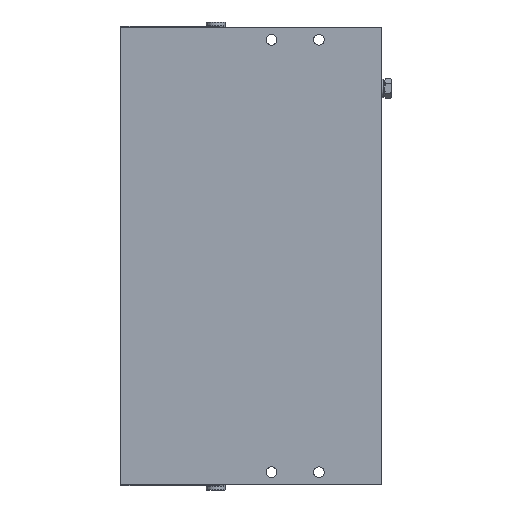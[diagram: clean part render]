
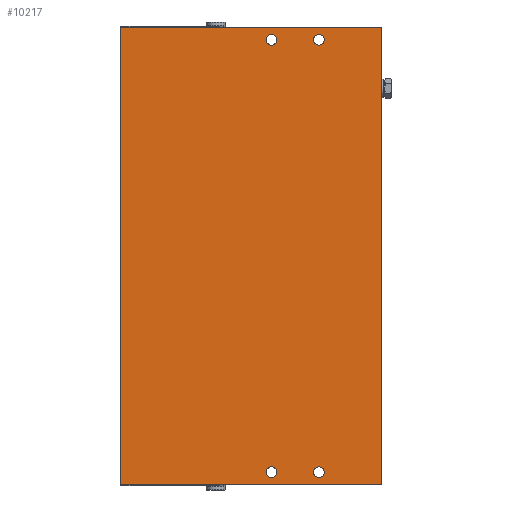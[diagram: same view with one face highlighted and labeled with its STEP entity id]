
A CAD part, front view. The second image highlights one B-rep face of the part: STEP entity #10217.
In plain terms, the highlighted planar face has unit normal (0, -1, 0).
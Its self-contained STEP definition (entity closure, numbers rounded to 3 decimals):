
#673=CIRCLE('',#11437,2.25);
#674=CIRCLE('',#11438,2.25);
#675=CIRCLE('',#11439,2.25);
#676=CIRCLE('',#11440,2.25);
#1454=ORIENTED_EDGE('',*,*,#4065,.T.);
#1455=ORIENTED_EDGE('',*,*,#4066,.T.);
#1456=ORIENTED_EDGE('',*,*,#4067,.T.);
#1457=ORIENTED_EDGE('',*,*,#4068,.T.);
#1458=ORIENTED_EDGE('',*,*,#4069,.T.);
#1459=ORIENTED_EDGE('',*,*,#4070,.F.);
#1460=ORIENTED_EDGE('',*,*,#4042,.F.);
#1461=ORIENTED_EDGE('',*,*,#3687,.T.);
#3687=EDGE_CURVE('',#4998,#4997,#6034,.T.);
#4042=EDGE_CURVE('',#4998,#5338,#6203,.T.);
#4065=EDGE_CURVE('',#5369,#5369,#673,.T.);
#4066=EDGE_CURVE('',#5370,#5370,#674,.T.);
#4067=EDGE_CURVE('',#5371,#5371,#675,.T.);
#4068=EDGE_CURVE('',#5372,#5372,#676,.T.);
#4069=EDGE_CURVE('',#4997,#5373,#6216,.T.);
#4070=EDGE_CURVE('',#5338,#5373,#6217,.T.);
#4997=VERTEX_POINT('',#15849);
#4998=VERTEX_POINT('',#15851);
#5338=VERTEX_POINT('',#16535);
#5369=VERTEX_POINT('',#16631);
#5370=VERTEX_POINT('',#16633);
#5371=VERTEX_POINT('',#16635);
#5372=VERTEX_POINT('',#16637);
#5373=VERTEX_POINT('',#16639);
#6034=LINE('',#15850,#6709);
#6203=LINE('',#16560,#6878);
#6216=LINE('',#16638,#6891);
#6217=LINE('',#16640,#6892);
#6709=VECTOR('',#12551,1000.);
#6878=VECTOR('',#13096,1000.);
#6891=VECTOR('',#13143,1000.);
#6892=VECTOR('',#13144,1000.);
#7560=EDGE_LOOP('',(#1454));
#7561=EDGE_LOOP('',(#1455));
#7562=EDGE_LOOP('',(#1456));
#7563=EDGE_LOOP('',(#1457));
#7564=EDGE_LOOP('',(#1458,#1459,#1460,#1461));
#8783=FACE_BOUND('',#7560,.T.);
#8784=FACE_BOUND('',#7561,.T.);
#8785=FACE_BOUND('',#7562,.T.);
#8786=FACE_BOUND('',#7563,.T.);
#8787=FACE_BOUND('',#7564,.T.);
#9854=PLANE('',#11436);
#10217=ADVANCED_FACE('',(#8783,#8784,#8785,#8786,#8787),#9854,.F.);
#11436=AXIS2_PLACEMENT_3D('',#16629,#13133,#13134);
#11437=AXIS2_PLACEMENT_3D('',#16630,#13135,#13136);
#11438=AXIS2_PLACEMENT_3D('',#16632,#13137,#13138);
#11439=AXIS2_PLACEMENT_3D('',#16634,#13139,#13140);
#11440=AXIS2_PLACEMENT_3D('',#16636,#13141,#13142);
#12551=DIRECTION('',(0.,0.,-1.));
#13096=DIRECTION('',(1.,0.,0.));
#13133=DIRECTION('',(0.,1.,0.));
#13134=DIRECTION('',(0.,0.,1.));
#13135=DIRECTION('',(0.,1.,0.));
#13136=DIRECTION('',(0.,0.,1.));
#13137=DIRECTION('',(0.,1.,0.));
#13138=DIRECTION('',(0.,0.,1.));
#13139=DIRECTION('',(0.,1.,0.));
#13140=DIRECTION('',(0.,0.,1.));
#13141=DIRECTION('',(0.,1.,0.));
#13142=DIRECTION('',(0.,0.,1.));
#13143=DIRECTION('',(1.,0.,0.));
#13144=DIRECTION('',(0.,0.,-1.));
#15849=CARTESIAN_POINT('',(0.,-33.8,0.));
#15850=CARTESIAN_POINT('',(0.,-33.8,192.));
#15851=CARTESIAN_POINT('',(0.,-33.8,192.));
#16535=CARTESIAN_POINT('',(110.,-33.8,192.));
#16560=CARTESIAN_POINT('',(0.,-33.8,192.));
#16629=CARTESIAN_POINT('',(0.,-33.8,192.));
#16630=CARTESIAN_POINT('',(46.5,-33.8,5.));
#16631=CARTESIAN_POINT('',(46.5,-33.8,7.25));
#16632=CARTESIAN_POINT('',(26.5,-33.8,187.));
#16633=CARTESIAN_POINT('',(26.5,-33.8,189.25));
#16634=CARTESIAN_POINT('',(46.5,-33.8,187.));
#16635=CARTESIAN_POINT('',(46.5,-33.8,189.25));
#16636=CARTESIAN_POINT('',(26.5,-33.8,5.));
#16637=CARTESIAN_POINT('',(26.5,-33.8,7.25));
#16638=CARTESIAN_POINT('',(0.,-33.8,0.));
#16639=CARTESIAN_POINT('',(110.,-33.8,0.));
#16640=CARTESIAN_POINT('',(110.,-33.8,192.));
